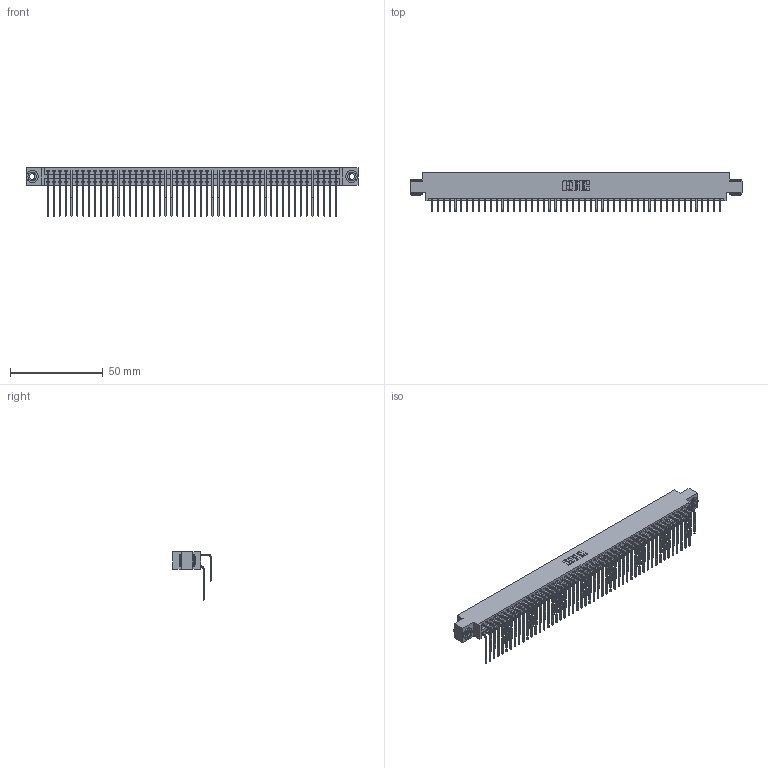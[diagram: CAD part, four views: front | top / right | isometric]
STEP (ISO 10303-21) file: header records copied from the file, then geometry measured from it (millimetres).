
FILE_DESCRIPTION (( 'STEP AP203' ), '1' );
FILE_NAME ('396-100-559-803.STEP', '2019-11-03T16:13:35', ( '' ), ( '' ), 'SwSTEP 2.0', 'SolidWorks 2016', '' );
FILE_SCHEMA (( 'CONFIG_CONTROL_DESIGN' ));
Length unit declared in the file: inch
Products named in the file (5): 346 Part_0.170 Offset - 0.156 Dia-TH; 345-292-001_559 Tail - 2; 345-250-002_345-250-002-102; 396-100-559-803; 345-292-001_558 559 Tail - 1
Assembly tree (103 placements, depth 2):
  396-100-559-803
    346 Part_0.170 Offset - 0.156 Dia-TH
    345-292-001_558 559 Tail - 1  x50
    345-292-001_559 Tail - 2  x50
    345-250-002_345-250-002-102  x2
Bounding box: 179.32 x 20.89 x 26.16 mm (x, y, z)
Volume: 17990.1 mm3; surface area: 28015.6 mm2
Topology: 103 solids, 103 shells, 5564 faces, 16517 edges, 10874 vertices
Faces by surface type: plane 3790, cylinder 1766, cone 8
Entity records: 34120 total; most frequent: CARTESIAN_POINT 5642, ORIENTED_EDGE 5518, DIRECTION 5025, EDGE_CURVE 2759, LINE 2363, VECTOR 2363, VERTEX_POINT 1834, AXIS2_PLACEMENT_3D 1331
